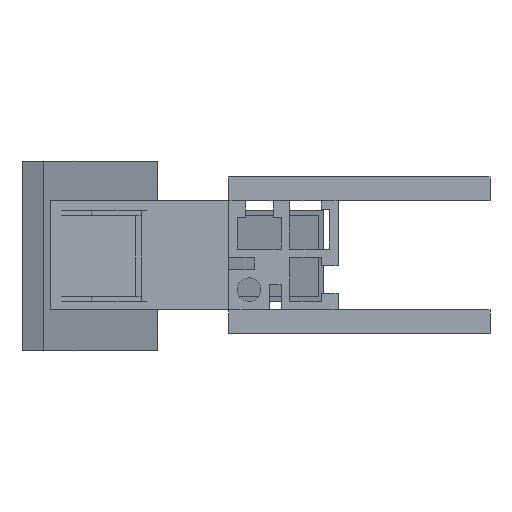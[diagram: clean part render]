
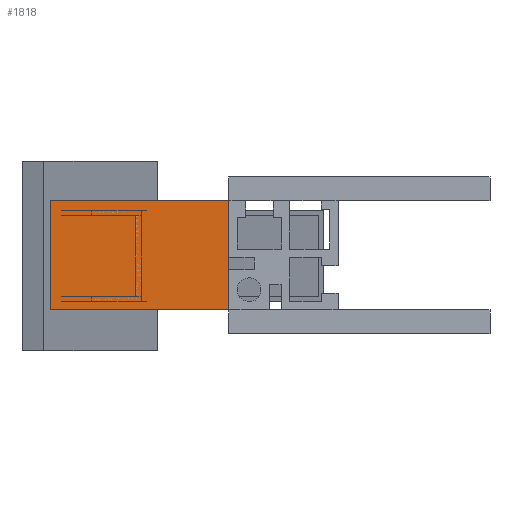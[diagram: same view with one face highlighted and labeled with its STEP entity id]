
A CAD part, front view. The second image highlights one B-rep face of the part: STEP entity #1818.
In plain terms, the highlighted planar face has unit normal (0, -1, 0).
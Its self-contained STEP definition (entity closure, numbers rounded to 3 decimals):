
#18 = CARTESIAN_POINT ( 'NONE',  ( -48.73, 0., -11.357 ) ) ;
#49 = EDGE_CURVE ( 'NONE', #1798, #796, #1563, .T. ) ;
#85 = CARTESIAN_POINT ( 'NONE',  ( -48.73, 0., 11.643 ) ) ;
#161 = LINE ( 'NONE', #1605, #567 ) ;
#166 = VERTEX_POINT ( 'NONE', #1999 ) ;
#213 = DIRECTION ( 'NONE',  ( 0., 0., 1. ) ) ;
#379 = AXIS2_PLACEMENT_3D ( 'NONE', #18, #1414, #213 ) ;
#567 = VECTOR ( 'NONE', #1875, 1000. ) ;
#570 = EDGE_CURVE ( 'NONE', #1786, #166, #1256, .T. ) ;
#680 = CARTESIAN_POINT ( 'NONE',  ( -48.73, 0., 11.643 ) ) ;
#720 = PLANE ( 'NONE',  #379 ) ;
#796 = VERTEX_POINT ( 'NONE', #923 ) ;
#923 = CARTESIAN_POINT ( 'NONE',  ( -11.126, 0., -11.357 ) ) ;
#926 = VECTOR ( 'NONE', #2702, 1000. ) ;
#984 = DIRECTION ( 'NONE',  ( 0., 0., 1. ) ) ;
#1256 = LINE ( 'NONE', #85, #926 ) ;
#1300 = EDGE_CURVE ( 'NONE', #796, #166, #161, .T. ) ;
#1414 = DIRECTION ( 'NONE',  ( 0., 1., 0. ) ) ;
#1513 = ORIENTED_EDGE ( 'NONE', *, *, #2537, .F. ) ;
#1563 = LINE ( 'NONE', #2531, #2712 ) ;
#1603 = EDGE_LOOP ( 'NONE', ( #1606, #2896, #1513, #2588 ) ) ;
#1605 = CARTESIAN_POINT ( 'NONE',  ( -11.126, 0., -11.357 ) ) ;
#1606 = ORIENTED_EDGE ( 'NONE', *, *, #1300, .T. ) ;
#1705 = FACE_OUTER_BOUND ( 'NONE', #1603, .T. ) ;
#1786 = VERTEX_POINT ( 'NONE', #680 ) ;
#1789 = DIRECTION ( 'NONE',  ( 1., 0., 0. ) ) ;
#1798 = VERTEX_POINT ( 'NONE', #3078 ) ;
#1818 = ADVANCED_FACE ( 'NONE', ( #1705 ), #720, .F. ) ;
#1875 = DIRECTION ( 'NONE',  ( 0., 0., 1. ) ) ;
#1999 = CARTESIAN_POINT ( 'NONE',  ( -11.126, 0., 11.643 ) ) ;
#2216 = CARTESIAN_POINT ( 'NONE',  ( -48.73, 0., -11.357 ) ) ;
#2531 = CARTESIAN_POINT ( 'NONE',  ( -48.73, 0., -11.357 ) ) ;
#2537 = EDGE_CURVE ( 'NONE', #1798, #1786, #2609, .T. ) ;
#2588 = ORIENTED_EDGE ( 'NONE', *, *, #49, .T. ) ;
#2609 = LINE ( 'NONE', #2216, #3080 ) ;
#2702 = DIRECTION ( 'NONE',  ( 1., 0., 0. ) ) ;
#2712 = VECTOR ( 'NONE', #1789, 1000. ) ;
#2896 = ORIENTED_EDGE ( 'NONE', *, *, #570, .F. ) ;
#3078 = CARTESIAN_POINT ( 'NONE',  ( -48.73, 0., -11.357 ) ) ;
#3080 = VECTOR ( 'NONE', #984, 1000. ) ;
